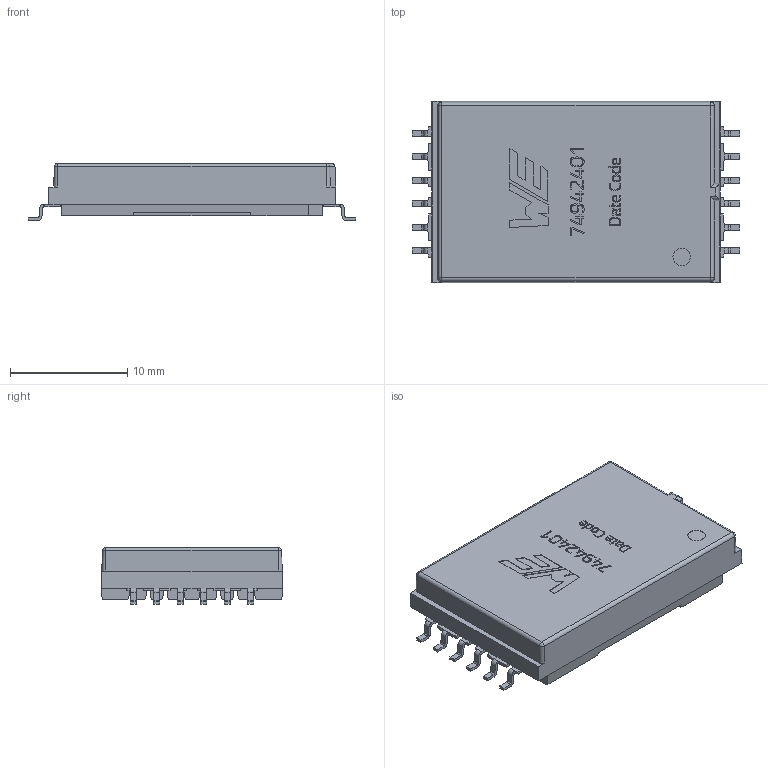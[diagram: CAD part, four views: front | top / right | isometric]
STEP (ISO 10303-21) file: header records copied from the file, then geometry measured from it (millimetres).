
FILE_DESCRIPTION(/* description */ ('Unknown'),/* implementation_level */ '2;1');
FILE_NAME(/* name */ '74942401',/* time_stamp */ '2023-05-16T10:07:24+02:00',/* author */ ('Unknown'),/* organization */ ('Unknown'),/* preprocessor_version */ 'ST-DEVELOPER v16.7',/* originating_system */ 'Solid Edge',/* authorisation */ 'Unknown');
FILE_SCHEMA (('AUTOMOTIVE_DESIGN {1 0 10303 214 3 1 1}'));
Length unit declared in the file: millimetre
Products named in the file (1): 74942401
Bounding box: 27.85 x 15.45 x 4.85 mm (x, y, z)
Volume: 1343.9 mm3; surface area: 1222.9 mm2
Topology: 1 solids, 1 shells, 598 faces, 1599 edges, 1026 vertices
Faces by surface type: plane 474, cylinder 85, bspline 35, sphere 4
Full cylindrical faces by diameter (mm): 1.5 x1
Entity records: 23622 total; most frequent: CARTESIAN_POINT 5066, ORIENTED_EDGE 3180, DIRECTION 2622, EDGE_CURVE 1590, LINE 1130, VECTOR 1130, VERTEX_POINT 1026, AXIS2_PLACEMENT_3D 746
